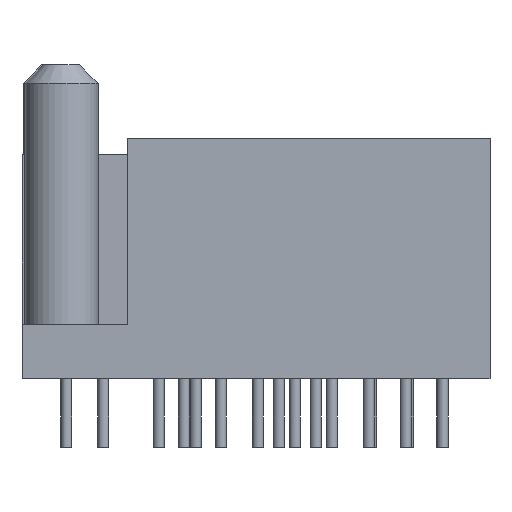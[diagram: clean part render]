
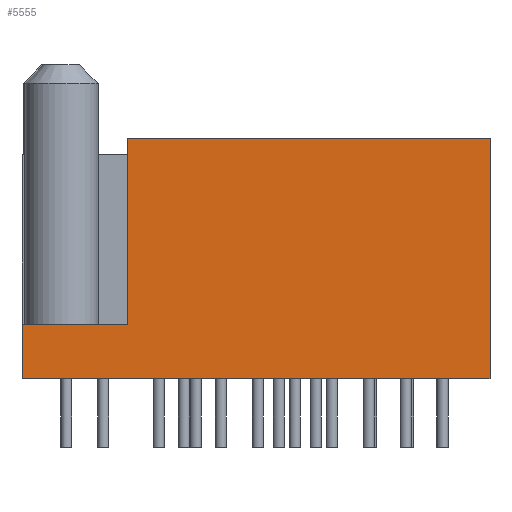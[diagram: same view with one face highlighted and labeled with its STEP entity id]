
A CAD part, front view. The second image highlights one B-rep face of the part: STEP entity #5555.
In plain terms, the highlighted planar face has unit normal (0, -1, 0).
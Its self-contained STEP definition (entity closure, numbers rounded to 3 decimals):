
#5555=ADVANCED_FACE('',(#6463),#6010,.T.);
#6010=PLANE('',#13866);
#6463=FACE_OUTER_BOUND('',#7398,.T.);
#7398=EDGE_LOOP('',(#9159,#9160,#9161,#9162,#9163,#9164));
#9159=ORIENTED_EDGE('',*,*,#11545,.T.);
#9160=ORIENTED_EDGE('',*,*,#11546,.T.);
#9161=ORIENTED_EDGE('',*,*,#11547,.F.);
#9162=ORIENTED_EDGE('',*,*,#11548,.F.);
#9163=ORIENTED_EDGE('',*,*,#11542,.F.);
#9164=ORIENTED_EDGE('',*,*,#11523,.F.);
#10542=VERTEX_POINT('',#19175);
#10543=VERTEX_POINT('',#19177);
#10554=VERTEX_POINT('',#19215);
#10556=VERTEX_POINT('',#19221);
#10557=VERTEX_POINT('',#19223);
#10558=VERTEX_POINT('',#19225);
#11523=EDGE_CURVE('',#10542,#10543,#12069,.T.);
#11542=EDGE_CURVE('',#10543,#10554,#12088,.T.);
#11545=EDGE_CURVE('',#10542,#10556,#12091,.T.);
#11546=EDGE_CURVE('',#10556,#10557,#12092,.T.);
#11547=EDGE_CURVE('',#10558,#10557,#12093,.T.);
#11548=EDGE_CURVE('',#10554,#10558,#12094,.T.);
#12069=LINE('',#19176,#12612);
#12088=LINE('',#19214,#12631);
#12091=LINE('',#19220,#12634);
#12092=LINE('',#19222,#12635);
#12093=LINE('',#19224,#12636);
#12094=LINE('',#19226,#12637);
#12612=VECTOR('',#16619,1.);
#12631=VECTOR('',#16654,1.);
#12634=VECTOR('',#16659,1.);
#12635=VECTOR('',#16660,1.);
#12636=VECTOR('',#16661,1.);
#12637=VECTOR('',#16662,1.);
#13866=AXIS2_PLACEMENT_3D('',#19227,#16663,#16664);
#16619=DIRECTION('',(1.,0.,0.));
#16654=DIRECTION('',(0.,0.,-1.));
#16659=DIRECTION('',(0.,0.,-1.));
#16660=DIRECTION('',(-1.,0.,0.));
#16661=DIRECTION('',(0.,0.,1.));
#16662=DIRECTION('',(-1.,0.,0.));
#16663=DIRECTION('',(0.,-1.,0.));
#16664=DIRECTION('',(1.,0.,0.));
#19175=CARTESIAN_POINT('',(-17.905,-80.427,13.));
#19176=CARTESIAN_POINT('',(-17.905,-80.427,13.));
#19177=CARTESIAN_POINT('',(1.705,-80.427,13.));
#19214=CARTESIAN_POINT('',(1.705,-80.427,13.));
#19215=CARTESIAN_POINT('',(1.705,-80.427,0.));
#19220=CARTESIAN_POINT('',(-17.905,-80.427,13.));
#19221=CARTESIAN_POINT('',(-17.905,-80.427,2.95));
#19222=CARTESIAN_POINT('',(-17.905,-80.427,2.95));
#19223=CARTESIAN_POINT('',(-23.635,-80.427,2.95));
#19224=CARTESIAN_POINT('',(-23.635,-80.427,0.));
#19225=CARTESIAN_POINT('',(-23.635,-80.427,0.));
#19226=CARTESIAN_POINT('',(1.705,-80.427,0.));
#19227=CARTESIAN_POINT('',(-24.902,-80.427,-0.65));
